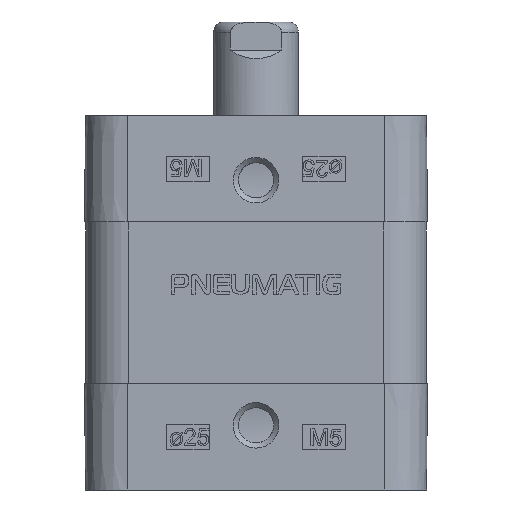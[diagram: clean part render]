
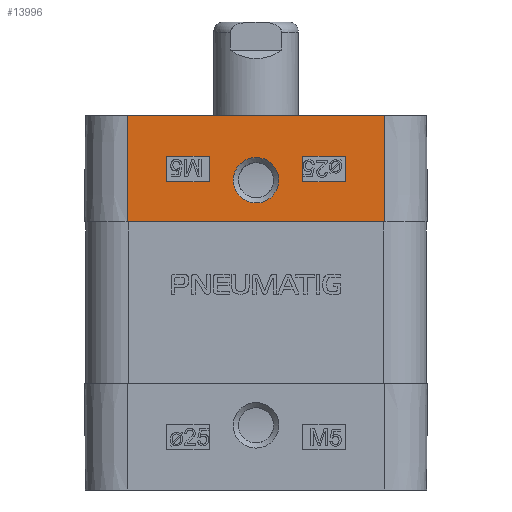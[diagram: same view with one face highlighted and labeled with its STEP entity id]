
A CAD part, left-side view. The second image highlights one B-rep face of the part: STEP entity #13996.
In plain terms, the highlighted planar face has unit normal (-1, 0, 0.009).
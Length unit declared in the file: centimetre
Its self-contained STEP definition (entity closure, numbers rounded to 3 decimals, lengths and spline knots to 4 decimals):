
#880=LINE($,#21896,#2131);
#883=LINE($,#21902,#2134);
#886=LINE($,#21908,#2137);
#889=LINE($,#21912,#2140);
#891=LINE($,#21918,#2142);
#893=LINE($,#21922,#2144);
#895=LINE($,#21926,#2146);
#897=LINE($,#21929,#2148);
#899=LINE($,#22040,#2150);
#900=LINE($,#22042,#2151);
#901=LINE($,#22044,#2152);
#902=LINE($,#22045,#2153);
#2131=VECTOR($,#17062,0.3);
#2134=VECTOR($,#17067,0.5);
#2137=VECTOR($,#17072,0.3);
#2140=VECTOR($,#17077,0.5);
#2142=VECTOR($,#17083,0.3);
#2144=VECTOR($,#17087,0.5);
#2146=VECTOR($,#17091,0.3);
#2148=VECTOR($,#17095,0.5);
#2150=VECTOR($,#17103,3.03);
#2151=VECTOR($,#17104,1.25);
#2152=VECTOR($,#17105,3.03);
#2153=VECTOR($,#17106,1.25);
#2930=B_SPLINE_CURVE_WITH_KNOTS($,3,(#21996,#21997,#21998,#21999,#22000,
#22001,#22002,#22003,#22004,#22005,#22006,#22007,#22008,#22009,#22010,#22011,
#22012,#22013,#22014,#22015,#22016,#22017,#22018,#22019,#22020,#22021,#22022,
#22023,#22024,#22025,#22026,#22027,#22028,#22029,#22030,#22031,#22032,#22033,
#22034,#22035),.UNSPECIFIED.,.T.,.F.,(4,3,3,3,3,3,3,3,3,3,3,3,3,4),(0.,
0.1199,0.3196,0.427,0.6557,
0.7375,0.9603,0.9846,1.1869,
1.3055,1.5235,1.6035,1.8422,1.9622),
 .UNSPECIFIED.);
#3550=PLANE($,#14934);
#3836=FACE_BOUND($,#5240,.T.);
#3837=FACE_BOUND($,#5241,.T.);
#3838=FACE_BOUND($,#5242,.T.);
#4330=FACE_OUTER_BOUND($,#5239,.T.);
#5239=EDGE_LOOP($,(#11548,#11549,#11550,#11551));
#5240=EDGE_LOOP($,(#11552,#11553,#11554,#11555));
#5241=EDGE_LOOP($,(#11556,#11557,#11558,#11559));
#5242=EDGE_LOOP($,(#11560));
#6718=VERTEX_POINT($,#21893);
#6719=VERTEX_POINT($,#21895);
#6721=VERTEX_POINT($,#21901);
#6723=VERTEX_POINT($,#21907);
#6724=VERTEX_POINT($,#21915);
#6725=VERTEX_POINT($,#21917);
#6726=VERTEX_POINT($,#21921);
#6727=VERTEX_POINT($,#21925);
#6728=VERTEX_POINT($,#21971);
#6730=VERTEX_POINT($,#22038);
#6731=VERTEX_POINT($,#22039);
#6732=VERTEX_POINT($,#22041);
#6733=VERTEX_POINT($,#22043);
#8436=EDGE_CURVE($,#6719,#6718,#880,.T.);
#8439=EDGE_CURVE($,#6721,#6719,#883,.T.);
#8442=EDGE_CURVE($,#6723,#6721,#886,.T.);
#8445=EDGE_CURVE($,#6718,#6723,#889,.T.);
#8447=EDGE_CURVE($,#6725,#6724,#891,.T.);
#8449=EDGE_CURVE($,#6726,#6725,#893,.T.);
#8451=EDGE_CURVE($,#6727,#6726,#895,.T.);
#8453=EDGE_CURVE($,#6724,#6727,#897,.T.);
#8456=EDGE_CURVE($,#6728,#6728,#2930,.T.);
#8457=EDGE_CURVE($,#6730,#6731,#899,.T.);
#8458=EDGE_CURVE($,#6732,#6731,#900,.T.);
#8459=EDGE_CURVE($,#6732,#6733,#901,.T.);
#8460=EDGE_CURVE($,#6733,#6730,#902,.T.);
#11548=ORIENTED_EDGE($,*,*,#8457,.T.);
#11549=ORIENTED_EDGE($,*,*,#8458,.F.);
#11550=ORIENTED_EDGE($,*,*,#8459,.T.);
#11551=ORIENTED_EDGE($,*,*,#8460,.T.);
#11552=ORIENTED_EDGE($,*,*,#8436,.T.);
#11553=ORIENTED_EDGE($,*,*,#8445,.T.);
#11554=ORIENTED_EDGE($,*,*,#8442,.T.);
#11555=ORIENTED_EDGE($,*,*,#8439,.T.);
#11556=ORIENTED_EDGE($,*,*,#8447,.T.);
#11557=ORIENTED_EDGE($,*,*,#8453,.T.);
#11558=ORIENTED_EDGE($,*,*,#8451,.T.);
#11559=ORIENTED_EDGE($,*,*,#8449,.T.);
#11560=ORIENTED_EDGE($,*,*,#8456,.F.);
#13996=ADVANCED_FACE($,(#4330,#3836,#3837,#3838),#3550,.T.);
#14934=AXIS2_PLACEMENT_3D($,#22037,#17101,#17102);
#17062=DIRECTION($,(-0.009,0.,-1.));
#17067=DIRECTION($,(0.,-1.,0.));
#17072=DIRECTION($,(0.009,0.,1.));
#17077=DIRECTION($,(0.,1.,0.));
#17083=DIRECTION($,(-0.009,0.,-1.));
#17087=DIRECTION($,(0.,-1.,0.));
#17091=DIRECTION($,(0.009,0.,1.));
#17095=DIRECTION($,(0.,1.,0.));
#17101=DIRECTION('center_axis',(-1.,0.,0.009));
#17102=DIRECTION('ref_axis',(0.009,0.,1.));
#17103=DIRECTION($,(0.,1.,0.));
#17104=DIRECTION($,(0.009,0.,1.));
#17105=DIRECTION($,(0.,-1.,0.));
#17106=DIRECTION($,(0.009,0.,1.));
#21893=CARTESIAN_POINT('',(-2.0109,0.55,1.325));
#21895=CARTESIAN_POINT('',(-2.0082,0.55,1.625));
#21896=CARTESIAN_POINT($,(-2.0082,0.55,1.625));
#21901=CARTESIAN_POINT('',(-2.0082,1.05,1.625));
#21902=CARTESIAN_POINT($,(-2.0082,1.05,1.625));
#21907=CARTESIAN_POINT('',(-2.0109,1.05,1.325));
#21908=CARTESIAN_POINT($,(-2.0109,1.05,1.325));
#21912=CARTESIAN_POINT($,(-2.0109,0.55,1.325));
#21915=CARTESIAN_POINT('',(-2.0109,-1.05,1.325));
#21917=CARTESIAN_POINT('',(-2.0082,-1.05,1.625));
#21918=CARTESIAN_POINT($,(-2.0082,-1.05,1.625));
#21921=CARTESIAN_POINT('',(-2.0082,-0.55,1.625));
#21922=CARTESIAN_POINT($,(-2.0082,-0.55,1.625));
#21925=CARTESIAN_POINT('',(-2.0109,-0.55,1.325));
#21926=CARTESIAN_POINT($,(-2.0109,-0.55,1.325));
#21929=CARTESIAN_POINT($,(-2.0109,-1.05,1.325));
#21971=CARTESIAN_POINT('',(-2.0131,0.0001,1.0731));
#21996=CARTESIAN_POINT('Ctrl Pts',(-2.0084,0.0002,
1.6075));
#21997=CARTESIAN_POINT('Ctrl Pts',(-2.0084,0.0402,
1.6076));
#21998=CARTESIAN_POINT('Ctrl Pts',(-2.0085,0.0812,
1.5985));
#21999=CARTESIAN_POINT('Ctrl Pts',(-2.0086,0.1161,
1.5817));
#22000=CARTESIAN_POINT('Ctrl Pts',(-2.0089,0.1743,1.5537));
#22001=CARTESIAN_POINT('Ctrl Pts',(-2.0092,0.2063,1.5169));
#22002=CARTESIAN_POINT('Ctrl Pts',(-2.0096,0.2313,
1.4738));
#22003=CARTESIAN_POINT('Ctrl Pts',(-2.0098,0.2448,1.4507));
#22004=CARTESIAN_POINT('Ctrl Pts',(-2.01,0.2548,
1.4257));
#22005=CARTESIAN_POINT('Ctrl Pts',(-2.0102,0.2606,1.4001));
#22006=CARTESIAN_POINT('Ctrl Pts',(-2.0107,0.2731,
1.3455));
#22007=CARTESIAN_POINT('Ctrl Pts',(-2.0112,0.2681,1.2875));
#22008=CARTESIAN_POINT('Ctrl Pts',(-2.0117,0.2447,
1.233));
#22009=CARTESIAN_POINT('Ctrl Pts',(-2.0118,0.2363,
1.2135));
#22010=CARTESIAN_POINT('Ctrl Pts',(-2.012,0.2251,
1.1935));
#22011=CARTESIAN_POINT('Ctrl Pts',(-2.0122,0.2094,1.1738));
#22012=CARTESIAN_POINT('Ctrl Pts',(-2.0126,0.1666,
1.1201));
#22013=CARTESIAN_POINT('Ctrl Pts',(-2.013,0.0954,
1.0809));
#22014=CARTESIAN_POINT('Ctrl Pts',(-2.013,0.0235,
1.0742));
#22015=CARTESIAN_POINT('Ctrl Pts',(-2.013,0.0156,
1.0735));
#22016=CARTESIAN_POINT('Ctrl Pts',(-2.0131,0.0078,
1.0731));
#22017=CARTESIAN_POINT('Ctrl Pts',(-2.0131,0.0001,
1.0731));
#22018=CARTESIAN_POINT('Ctrl Pts',(-2.0131,-0.0639,
1.0731));
#22019=CARTESIAN_POINT('Ctrl Pts',(-2.0129,-0.107,
1.0917));
#22020=CARTESIAN_POINT('Ctrl Pts',(-2.0127,-0.1467,
1.1176));
#22021=CARTESIAN_POINT('Ctrl Pts',(-2.0125,-0.17,
1.1327));
#22022=CARTESIAN_POINT('Ctrl Pts',(-2.0124,-0.1912,
1.1514));
#22023=CARTESIAN_POINT('Ctrl Pts',(-2.0122,-0.2091,
1.1738));
#22024=CARTESIAN_POINT('Ctrl Pts',(-2.0118,-0.2421,
1.2151));
#22025=CARTESIAN_POINT('Ctrl Pts',(-2.0113,-0.2645,
1.2718));
#22026=CARTESIAN_POINT('Ctrl Pts',(-2.0108,-0.2672,
1.3306));
#22027=CARTESIAN_POINT('Ctrl Pts',(-2.0106,-0.2682,
1.3521));
#22028=CARTESIAN_POINT('Ctrl Pts',(-2.0104,-0.2667,
1.3753));
#22029=CARTESIAN_POINT('Ctrl Pts',(-2.0102,-0.2611,
1.4001));
#22030=CARTESIAN_POINT('Ctrl Pts',(-2.0096,-0.2442,
1.4738));
#22031=CARTESIAN_POINT('Ctrl Pts',(-2.0089,-0.1883,
1.5465));
#22032=CARTESIAN_POINT('Ctrl Pts',(-2.0086,-0.116,
1.5813));
#22033=CARTESIAN_POINT('Ctrl Pts',(-2.0085,-0.0797,
1.5988));
#22034=CARTESIAN_POINT('Ctrl Pts',(-2.0084,-0.0398,
1.6074));
#22035=CARTESIAN_POINT('Ctrl Pts',(-2.0084,0.0002,
1.6075));
#22037=CARTESIAN_POINT('Origin',(-2.015,-1.515,0.85));
#22038=CARTESIAN_POINT('',(-2.0041,-1.515,2.1));
#22039=CARTESIAN_POINT('',(-2.0041,1.515,2.1));
#22040=CARTESIAN_POINT($,(-2.0041,-1.515,2.1));
#22041=CARTESIAN_POINT('',(-2.015,1.515,0.85));
#22042=CARTESIAN_POINT($,(-2.015,1.515,0.85));
#22043=CARTESIAN_POINT('',(-2.015,-1.515,0.85));
#22044=CARTESIAN_POINT($,(-2.015,1.515,0.85));
#22045=CARTESIAN_POINT($,(-2.015,-1.515,0.85));
